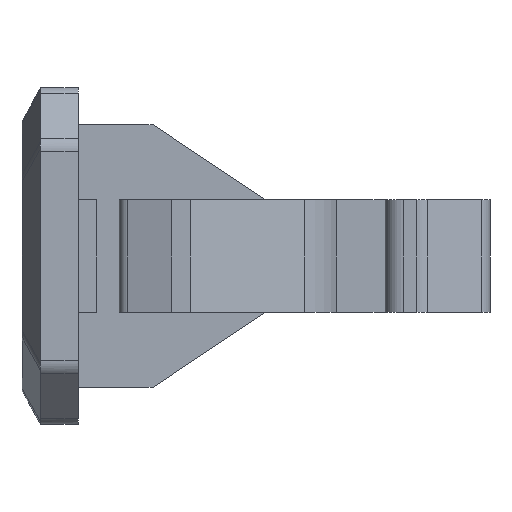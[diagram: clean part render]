
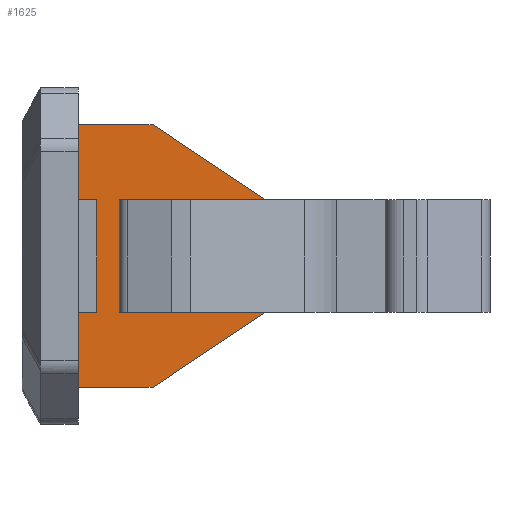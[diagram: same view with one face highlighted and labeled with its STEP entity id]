
A CAD part, front view. The second image highlights one B-rep face of the part: STEP entity #1625.
In plain terms, the highlighted planar face has unit normal (0, -1, 0).
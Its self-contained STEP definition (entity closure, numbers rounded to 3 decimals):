
#251 = ORIENTED_EDGE ( 'NONE', *, *, #926, .F. ) ;
#252 = ORIENTED_EDGE ( 'NONE', *, *, #903, .T. ) ;
#253 = ORIENTED_EDGE ( 'NONE', *, *, #1482, .F. ) ;
#254 = ORIENTED_EDGE ( 'NONE', *, *, #1474, .F. ) ;
#255 = ORIENTED_EDGE ( 'NONE', *, *, #1478, .F. ) ;
#256 = ORIENTED_EDGE ( 'NONE', *, *, #1470, .F. ) ;
#257 = ORIENTED_EDGE ( 'NONE', *, *, #1466, .F. ) ;
#258 = ORIENTED_EDGE ( 'NONE', *, *, #1462, .F. ) ;
#259 = ORIENTED_EDGE ( 'NONE', *, *, #1458, .F. ) ;
#260 = ORIENTED_EDGE ( 'NONE', *, *, #917, .T. ) ;
#261 = ORIENTED_EDGE ( 'NONE', *, *, #1454, .F. ) ;
#379 = VECTOR ( 'NONE', #2674, 1000. ) ;
#391 = VECTOR ( 'NONE', #2605, 1000. ) ;
#406 = VECTOR ( 'NONE', #2647, 1000. ) ;
#407 = VECTOR ( 'NONE', #2665, 1000. ) ;
#414 = VECTOR ( 'NONE', #1757, 1000. ) ;
#415 = VECTOR ( 'NONE', #1733, 1000. ) ;
#416 = VECTOR ( 'NONE', #1745, 1000. ) ;
#741 = AXIS2_PLACEMENT_3D ( 'NONE', #2327, #2328, #2329 ) ;
#742 = FACE_OUTER_BOUND ( 'NONE', #2983, .T. ) ;
#858 = ORIENTED_EDGE ( 'NONE', *, *, #923, .F. ) ;
#903 = EDGE_CURVE ( 'NONE', #2972, #2969, #2603, .T. ) ;
#917 = EDGE_CURVE ( 'NONE', #2959, #2955, #2645, .T. ) ;
#923 = EDGE_CURVE ( 'NONE', #2936, #2263, #2663, .T. ) ;
#926 = EDGE_CURVE ( 'NONE', #2972, #2936, #2672, .T. ) ;
#1267 = VECTOR ( 'NONE', #1769, 1000. ) ;
#1272 = VECTOR ( 'NONE', #1781, 1000. ) ;
#1295 = VECTOR ( 'NONE', #1709, 1000. ) ;
#1454 = EDGE_CURVE ( 'NONE', #2263, #2955, #1694, .T. ) ;
#1458 = EDGE_CURVE ( 'NONE', #2959, #2956, #1707, .T. ) ;
#1462 = EDGE_CURVE ( 'NONE', #2956, #2951, #1719, .T. ) ;
#1466 = EDGE_CURVE ( 'NONE', #2951, #2937, #1731, .T. ) ;
#1470 = EDGE_CURVE ( 'NONE', #2937, #2262, #1743, .T. ) ;
#1474 = EDGE_CURVE ( 'NONE', #2262, #2289, #1755, .T. ) ;
#1478 = EDGE_CURVE ( 'NONE', #2289, #2288, #1767, .T. ) ;
#1482 = EDGE_CURVE ( 'NONE', #2288, #2969, #1779, .T. ) ;
#1625 = ADVANCED_FACE ( 'NONE', ( #742 ), #2326, .T. ) ;
#1694 = LINE ( 'NONE', #1695, #1997 ) ;
#1695 = CARTESIAN_POINT ( 'NONE',  ( -11., -2., 1.5 ) ) ;
#1696 = DIRECTION ( 'NONE',  ( -1., 0., 0. ) ) ;
#1707 = LINE ( 'NONE', #1708, #1295 ) ;
#1708 = CARTESIAN_POINT ( 'NONE',  ( -11., -2., 3.5 ) ) ;
#1709 = DIRECTION ( 'NONE',  ( 1., 0., 0. ) ) ;
#1719 = LINE ( 'NONE', #1720, #1987 ) ;
#1720 = CARTESIAN_POINT ( 'NONE',  ( -9., -2., 3.5 ) ) ;
#1721 = DIRECTION ( 'NONE',  ( 0.832, 0., -0.555 ) ) ;
#1731 = LINE ( 'NONE', #1732, #415 ) ;
#1732 = CARTESIAN_POINT ( 'NONE',  ( -6., -2., 1.5 ) ) ;
#1733 = DIRECTION ( 'NONE',  ( -1., 0., 0. ) ) ;
#1743 = LINE ( 'NONE', #1744, #416 ) ;
#1744 = CARTESIAN_POINT ( 'NONE',  ( -6.531, -2., 1.5 ) ) ;
#1745 = DIRECTION ( 'NONE',  ( 0., 0., -1. ) ) ;
#1755 = LINE ( 'NONE', #1756, #414 ) ;
#1756 = CARTESIAN_POINT ( 'NONE',  ( 0., -2., -1.5 ) ) ;
#1757 = DIRECTION ( 'NONE',  ( 1., 0., 0. ) ) ;
#1767 = LINE ( 'NONE', #1768, #1267 ) ;
#1768 = CARTESIAN_POINT ( 'NONE',  ( -9., -2., -3.5 ) ) ;
#1769 = DIRECTION ( 'NONE',  ( -0.832, 0., -0.555 ) ) ;
#1779 = LINE ( 'NONE', #1780, #1272 ) ;
#1780 = CARTESIAN_POINT ( 'NONE',  ( -11., -2., -3.5 ) ) ;
#1781 = DIRECTION ( 'NONE',  ( -1., 0., 0. ) ) ;
#1987 = VECTOR ( 'NONE', #1721, 1000. ) ;
#1997 = VECTOR ( 'NONE', #1696, 1000. ) ;
#2262 = VERTEX_POINT ( 'NONE', #2392 ) ;
#2263 = VERTEX_POINT ( 'NONE', #2393 ) ;
#2288 = VERTEX_POINT ( 'NONE', #2418 ) ;
#2289 = VERTEX_POINT ( 'NONE', #2419 ) ;
#2326 = PLANE ( 'NONE',  #741 ) ;
#2327 = CARTESIAN_POINT ( 'NONE',  ( 0., -2., 1.5 ) ) ;
#2328 = DIRECTION ( 'NONE',  ( 0., -1., 0. ) ) ;
#2329 = DIRECTION ( 'NONE',  ( 1., 0., 0. ) ) ;
#2392 = CARTESIAN_POINT ( 'NONE',  ( -6.531, -2., -1.5 ) ) ;
#2393 = CARTESIAN_POINT ( 'NONE',  ( -10.5, -2., 1.5 ) ) ;
#2418 = CARTESIAN_POINT ( 'NONE',  ( -9., -2., -3.5 ) ) ;
#2419 = CARTESIAN_POINT ( 'NONE',  ( -6., -2., -1.5 ) ) ;
#2420 = CARTESIAN_POINT ( 'NONE',  ( -10.5, -2., -1.5 ) ) ;
#2421 = CARTESIAN_POINT ( 'NONE',  ( -6.531, -2., 1.5 ) ) ;
#2435 = CARTESIAN_POINT ( 'NONE',  ( -6., -2., 1.5 ) ) ;
#2439 = CARTESIAN_POINT ( 'NONE',  ( -11., -2., 1.5 ) ) ;
#2440 = CARTESIAN_POINT ( 'NONE',  ( -9., -2., 3.5 ) ) ;
#2443 = CARTESIAN_POINT ( 'NONE',  ( -11., -2., 3.5 ) ) ;
#2453 = CARTESIAN_POINT ( 'NONE',  ( -11., -2., -3.5 ) ) ;
#2456 = CARTESIAN_POINT ( 'NONE',  ( -11., -2., -1.5 ) ) ;
#2603 = LINE ( 'NONE', #2604, #391 ) ;
#2604 = CARTESIAN_POINT ( 'NONE',  ( -11., -2., 1.5 ) ) ;
#2605 = DIRECTION ( 'NONE',  ( 0., 0., -1. ) ) ;
#2645 = LINE ( 'NONE', #2646, #406 ) ;
#2646 = CARTESIAN_POINT ( 'NONE',  ( -11., -2., 1.5 ) ) ;
#2647 = DIRECTION ( 'NONE',  ( 0., 0., -1. ) ) ;
#2663 = LINE ( 'NONE', #2664, #407 ) ;
#2664 = CARTESIAN_POINT ( 'NONE',  ( -10.5, -2., -3.513 ) ) ;
#2665 = DIRECTION ( 'NONE',  ( 0., 0., 1. ) ) ;
#2672 = LINE ( 'NONE', #2673, #379 ) ;
#2673 = CARTESIAN_POINT ( 'NONE',  ( -11., -2., -1.5 ) ) ;
#2674 = DIRECTION ( 'NONE',  ( 1., 0., 0. ) ) ;
#2936 = VERTEX_POINT ( 'NONE', #2420 ) ;
#2937 = VERTEX_POINT ( 'NONE', #2421 ) ;
#2951 = VERTEX_POINT ( 'NONE', #2435 ) ;
#2955 = VERTEX_POINT ( 'NONE', #2439 ) ;
#2956 = VERTEX_POINT ( 'NONE', #2440 ) ;
#2959 = VERTEX_POINT ( 'NONE', #2443 ) ;
#2969 = VERTEX_POINT ( 'NONE', #2453 ) ;
#2972 = VERTEX_POINT ( 'NONE', #2456 ) ;
#2983 = EDGE_LOOP ( 'NONE', ( #858, #251, #252, #253, #255, #254, #256, #257, #258, #259, #260, #261 ) ) ;
